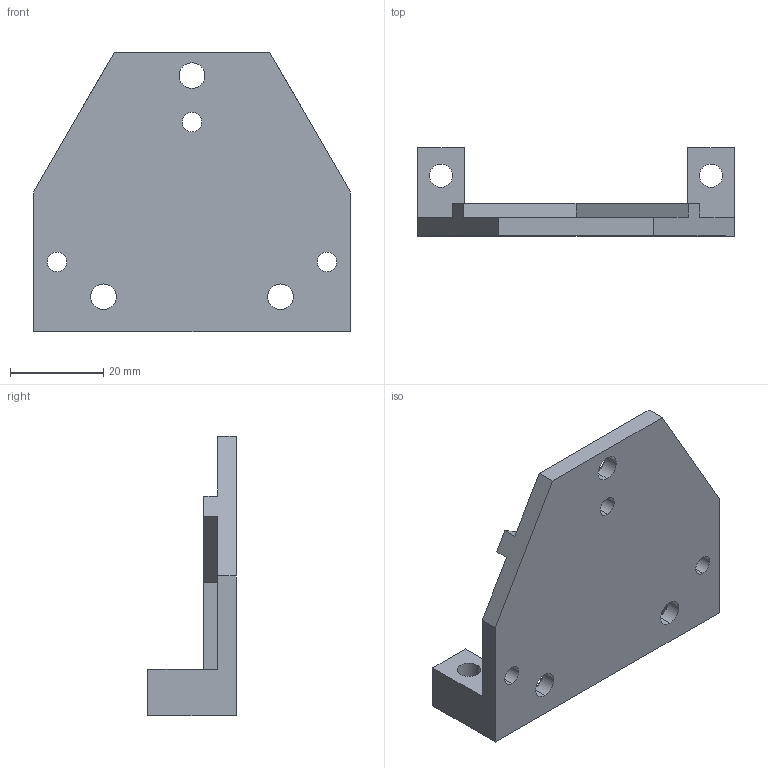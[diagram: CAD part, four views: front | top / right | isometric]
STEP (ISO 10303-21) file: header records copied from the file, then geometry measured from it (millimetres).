
FILE_DESCRIPTION (( 'STEP AP214' ), '1' );
FILE_NAME ('Tool Holder Base.step', '2019-11-11T12:30:51', ( '' ), ( '' ), 'SwSTEP 2.0', 'SolidWorks 2019', '' );
FILE_SCHEMA (( 'AUTOMOTIVE_DESIGN' ));
Length unit declared in the file: millimetre
Products named in the file (1): Tool Holder Base
Bounding box: 68 x 19 x 60 mm (x, y, z)
Volume: 17682.5 mm3; surface area: 10150.8 mm2
Topology: 1 solids, 1 shells, 45 faces, 123 edges, 80 vertices
Faces by surface type: plane 23, cylinder 16, cone 6
Entity records: 1493 total; most frequent: DIRECTION 253, CARTESIAN_POINT 249, ORIENTED_EDGE 246, EDGE_CURVE 123, VECTOR 85, LINE 85, AXIS2_PLACEMENT_3D 84, VERTEX_POINT 80
